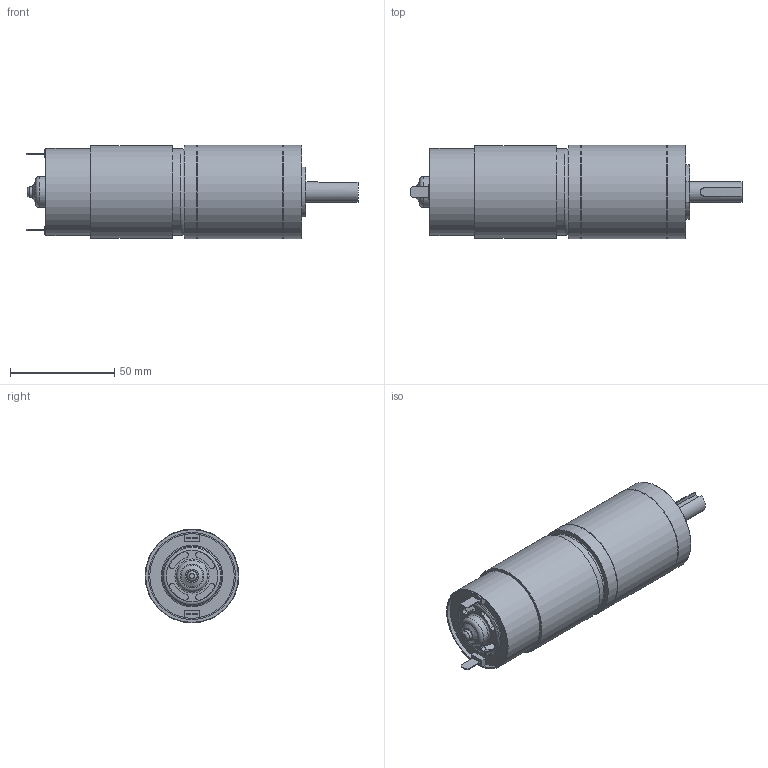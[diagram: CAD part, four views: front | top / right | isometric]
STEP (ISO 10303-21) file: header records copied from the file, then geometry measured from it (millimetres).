
FILE_DESCRIPTION(/* description */ (''),/* implementation_level */ '2;1');
FILE_NAME(/* name */ 'MOT_GearMotor_am-0914.ipt.stp',/* time_stamp */ '2016-01-07T16:46:53-08:00',/* author */ ('Autodesk Inc.'),/* organization */ ('Autodesk Inc.'),/* preprocessor_version */ 'ST-DEVELOPER v16.1',/* originating_system */ 'Autodesk Inventor 2016',/* authorisation */ '');
FILE_SCHEMA (('AUTOMOTIVE_DESIGN { 1 0 10303 214 3 1 1 }'));
Length unit declared in the file: inch
Products named in the file (1): MOT_GearMotor_am-0914
Bounding box: 159.54 x 45 x 45 mm (x, y, z)
Volume: 108210.5 mm3; surface area: 34456 mm2
Topology: 1 solids, 1 shells, 171 faces, 394 edges, 255 vertices
Faces by surface type: plane 91, cylinder 55, cone 17, torus 7, bspline 1
Full cylindrical faces by diameter (mm): 3.3 x4, 4.928 x1, 5.436 x1, 6.35 x4, 7.62 x4, 10 x1, 14.91 x1, 21.936 x1, 40.564 x1, 41.834 x2, 44.5 x1, 45 x3
Entity records: 4741 total; most frequent: CARTESIAN_POINT 817, DIRECTION 809, ORIENTED_EDGE 680, EDGE_CURVE 340, AXIS2_PLACEMENT_3D 305, EDGE_LOOP 253, VERTEX_POINT 247, LINE 199
